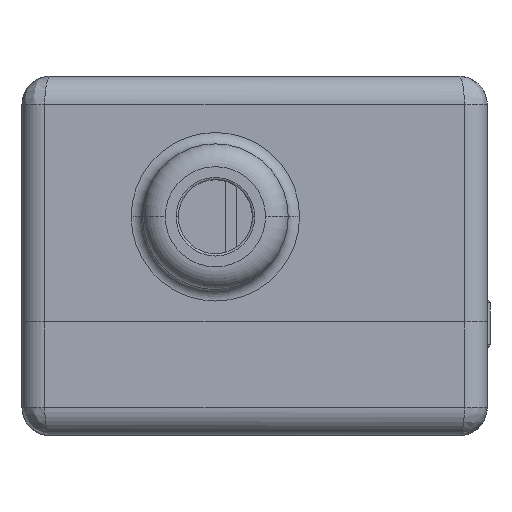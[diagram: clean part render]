
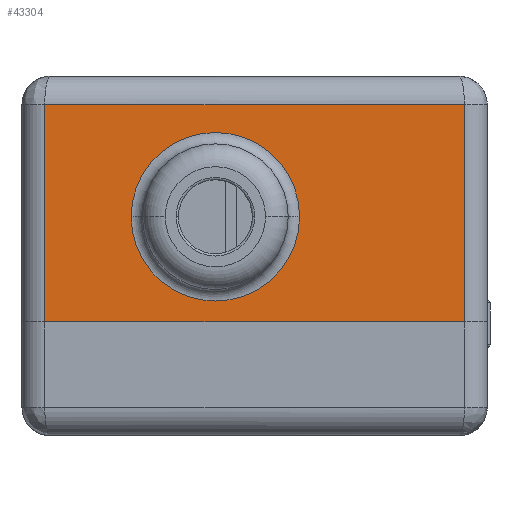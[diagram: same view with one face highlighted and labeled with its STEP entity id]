
A CAD part, front view. The second image highlights one B-rep face of the part: STEP entity #43304.
In plain terms, the highlighted planar face has unit normal (0, -1, 0).
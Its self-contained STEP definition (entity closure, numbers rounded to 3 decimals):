
#30176=DIRECTION('',(-1.,0.,0.));
#30177=VECTOR('',#30176,36.893);
#30178=CARTESIAN_POINT('',(32.846,-12.6,-1.6));
#30179=LINE('',#30178,#30177);
#31690=DIRECTION('',(-1.,0.,0.));
#31691=VECTOR('',#31690,36.893);
#31692=CARTESIAN_POINT('',(32.846,-12.6,
17.5));
#31693=LINE('',#31692,#31691);
#31697=DIRECTION('',(0.,0.,1.));
#31698=VECTOR('',#31697,19.1);
#31699=CARTESIAN_POINT('',(32.846,-12.6,-1.6));
#31700=LINE('',#31699,#31698);
#31704=CARTESIAN_POINT('',(10.953,-12.6,7.65));
#31705=DIRECTION('',(0.,1.,0.));
#31706=DIRECTION('',(-1.,0.,0.));
#31707=AXIS2_PLACEMENT_3D('',#31704,#31705,#31706);
#31712=CARTESIAN_POINT('',(10.953,-12.6,7.65));
#31713=DIRECTION('',(0.,1.,0.));
#31714=DIRECTION('',(1.,0.,0.));
#31715=AXIS2_PLACEMENT_3D('',#31712,#31713,#31714);
#31754=DIRECTION('',(0.,0.,1.));
#31755=VECTOR('',#31754,19.1);
#31756=CARTESIAN_POINT('',(-4.047,-12.6,-1.6));
#31757=LINE('',#31756,#31755);
#39387=CARTESIAN_POINT('',(32.846,-12.6,
17.5));
#39388=CARTESIAN_POINT('',(-4.047,-12.6,
17.5));
#39389=VERTEX_POINT('',#39387);
#39390=VERTEX_POINT('',#39388);
#39468=CARTESIAN_POINT('',(32.846,-12.6,-1.6));
#39470=VERTEX_POINT('',#39468);
#39471=CARTESIAN_POINT('',(-4.047,-12.6,-1.6));
#39472=VERTEX_POINT('',#39471);
#39759=CARTESIAN_POINT('',(3.546,-12.6,7.65));
#39760=CARTESIAN_POINT('',(18.361,-12.6,7.65));
#39761=VERTEX_POINT('',#39759);
#39762=VERTEX_POINT('',#39760);
#43285=CARTESIAN_POINT('',(32.846,-12.6,0.));
#43286=DIRECTION('',(0.,1.,0.));
#43287=DIRECTION('',(-1.,0.,0.));
#43288=AXIS2_PLACEMENT_3D('',#43285,#43286,#43287);
#43289=PLANE('',#43288);
#43291=ORIENTED_EDGE('',*,*,#43290,.F.);
#43293=ORIENTED_EDGE('',*,*,#43292,.F.);
#43294=ORIENTED_EDGE('',*,*,#41584,.T.);
#43296=ORIENTED_EDGE('',*,*,#43295,.T.);
#43297=EDGE_LOOP('',(#43291,#43293,#43294,#43296));
#43298=FACE_OUTER_BOUND('',#43297,.F.);
#43300=ORIENTED_EDGE('',*,*,#43299,.F.);
#43301=ORIENTED_EDGE('',*,*,#43268,.F.);
#43302=EDGE_LOOP('',(#43300,#43301));
#43303=FACE_BOUND('',#43302,.F.);
#31708=CIRCLE('',#31707,7.407);
#31716=CIRCLE('',#31715,7.407);
#41584=EDGE_CURVE('',#39470,#39472,#30179,.T.);
#43268=EDGE_CURVE('',#39762,#39761,#31716,.T.);
#43290=EDGE_CURVE('',#39389,#39390,#31693,.T.);
#43292=EDGE_CURVE('',#39470,#39389,#31700,.T.);
#43295=EDGE_CURVE('',#39472,#39390,#31757,.T.);
#43299=EDGE_CURVE('',#39761,#39762,#31708,.T.);
#43304=ADVANCED_FACE('',(#43298,#43303),#43289,.F.);
